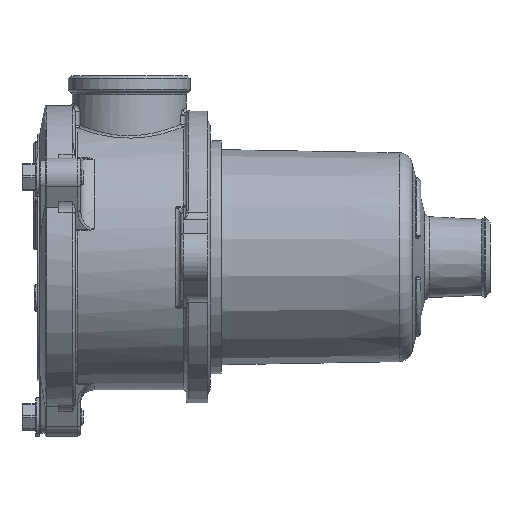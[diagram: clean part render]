
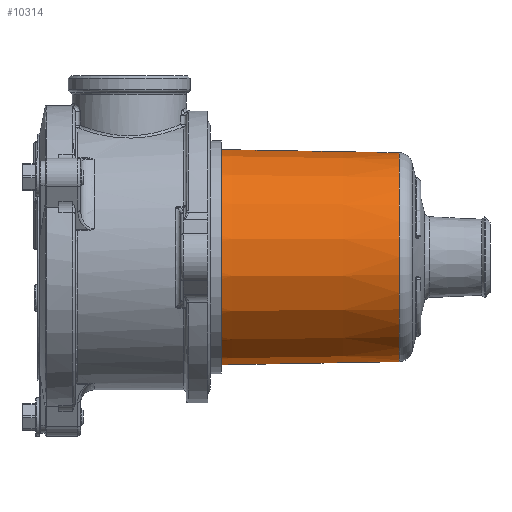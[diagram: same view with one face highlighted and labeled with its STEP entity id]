
A CAD part, left-side view. The second image highlights one B-rep face of the part: STEP entity #10314.
In plain terms, the highlighted conical face has half-angle 1 degrees and reference radius 38.56 mm.
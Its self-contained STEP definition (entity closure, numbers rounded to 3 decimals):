
#4936=ORIENTED_EDGE('',*,*,#6466,.F.);
#4937=ORIENTED_EDGE('',*,*,#6467,.T.);
#6466=EDGE_CURVE('',#7356,#7356,#7895,.T.);
#6467=EDGE_CURVE('',#7357,#7357,#7896,.T.);
#7356=VERTEX_POINT('',#25275);
#7357=VERTEX_POINT('',#25278);
#7895=CIRCLE('',#11528,38.56);
#7896=CIRCLE('',#11530,40.);
#8695=EDGE_LOOP('',(#4936));
#8696=EDGE_LOOP('',(#4937));
#9543=FACE_BOUND('',#8695,.T.);
#9544=FACE_BOUND('',#8696,.T.);
#9636=CONICAL_SURFACE('',#11529,38.56,0.017);
#10314=ADVANCED_FACE('',(#9543,#9544),#9636,.T.);
#11528=AXIS2_PLACEMENT_3D('',#25274,#14409,#14410);
#11529=AXIS2_PLACEMENT_3D('',#25276,#14411,#14412);
#11530=AXIS2_PLACEMENT_3D('',#25277,#14413,#14414);
#14409=DIRECTION('',(0.,-1.,0.));
#14410=DIRECTION('',(0.,0.,-1.));
#14411=DIRECTION('',(0.,1.,0.));
#14412=DIRECTION('',(0.,0.,1.));
#14413=DIRECTION('',(0.,-1.,0.));
#14414=DIRECTION('',(0.,0.,-1.));
#25274=CARTESIAN_POINT('',(0.,33.524,0.));
#25275=CARTESIAN_POINT('',(0.,33.524,-38.56));
#25276=CARTESIAN_POINT('',(0.,33.524,0.));
#25277=CARTESIAN_POINT('',(0.,116.,0.));
#25278=CARTESIAN_POINT('',(0.,116.,-40.));
